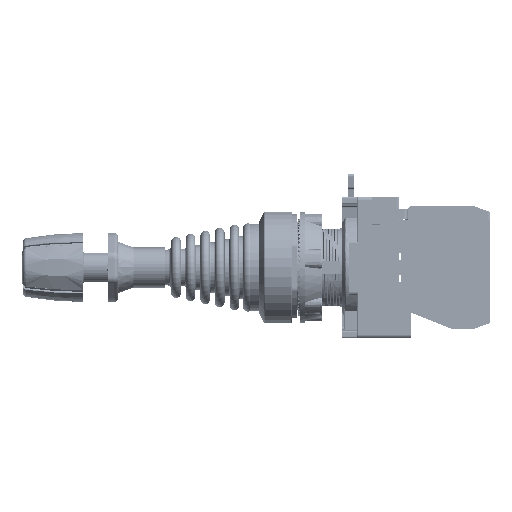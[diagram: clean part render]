
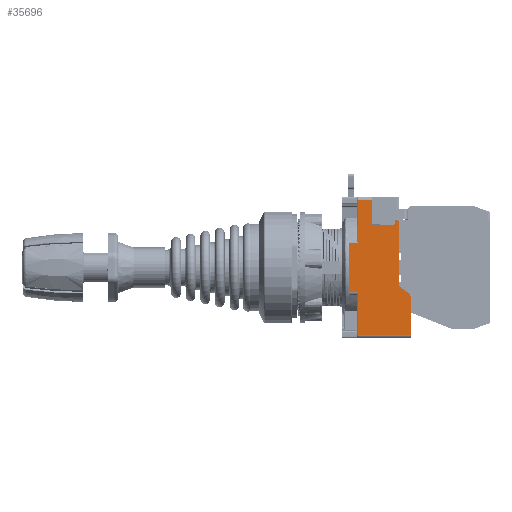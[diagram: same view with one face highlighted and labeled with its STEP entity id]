
A CAD part, left-side view. The second image highlights one B-rep face of the part: STEP entity #35696.
In plain terms, the highlighted planar face has unit normal (-1, 0, 0).
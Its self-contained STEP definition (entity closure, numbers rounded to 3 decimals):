
#5693=DIRECTION('',(0.,0.196,-0.981));
#5694=VECTOR('',#5693,1.366);
#5695=CARTESIAN_POINT('',(-20.,4.,12.5));
#5696=LINE('',#5695,#5694);
#5697=DIRECTION('',(0.,1.,0.));
#5698=VECTOR('',#5697,0.45);
#5699=CARTESIAN_POINT('',(-20.,3.55,12.5));
#5700=LINE('',#5699,#5698);
#5701=DIRECTION('',(0.,0.774,0.633));
#5702=VECTOR('',#5701,0.711);
#5703=CARTESIAN_POINT('',(-20.,3.,12.05));
#5704=LINE('',#5703,#5702);
#5705=DIRECTION('',(0.,0.,-1.));
#5706=VECTOR('',#5705,16.607);
#5707=CARTESIAN_POINT('',(-20.,3.,12.05));
#5708=LINE('',#5707,#5706);
#5709=DIRECTION('',(0.,-0.787,-0.617));
#5710=VECTOR('',#5709,2.837);
#5711=CARTESIAN_POINT('',(-20.,2.808,-4.95));
#5712=LINE('',#5711,#5710);
#5713=CARTESIAN_POINT('',(-20.,1.5,-7.88));
#5714=DIRECTION('',(-1.,0.,0.));
#5715=DIRECTION('',(0.,-1.,0.));
#5716=AXIS2_PLACEMENT_3D('',#5713,#5714,#5715);
#5718=DIRECTION('',(0.,0.,-1.));
#5719=VECTOR('',#5718,9.62);
#5720=CARTESIAN_POINT('',(-20.,0.,-7.88));
#5721=LINE('',#5720,#5719);
#5722=DIRECTION('',(0.,1.,0.));
#5723=VECTOR('',#5722,2.3);
#5724=CARTESIAN_POINT('',(-20.,13.7,-6.3));
#5725=LINE('',#5724,#5723);
#5726=DIRECTION('',(0.,0.,1.));
#5727=VECTOR('',#5726,12.6);
#5728=CARTESIAN_POINT('',(-20.,16.,-6.3));
#5729=LINE('',#5728,#5727);
#5730=DIRECTION('',(0.,-1.,0.));
#5731=VECTOR('',#5730,2.3);
#5732=CARTESIAN_POINT('',(-20.,16.,6.3));
#5733=LINE('',#5732,#5731);
#5734=DIRECTION('',(0.,1.,0.));
#5735=VECTOR('',#5734,3.7);
#5736=CARTESIAN_POINT('',(-20.,10.,17.5));
#5737=LINE('',#5736,#5735);
#5738=DIRECTION('',(0.,0.,-1.));
#5739=VECTOR('',#5738,6.5);
#5740=CARTESIAN_POINT('',(-20.,10.,17.5));
#5741=LINE('',#5740,#5739);
#5754=DIRECTION('',(0.,1.,0.));
#5755=VECTOR('',#5754,5.536);
#5756=CARTESIAN_POINT('',(-20.,4.464,11.));
#5757=LINE('',#5756,#5755);
#5786=CARTESIAN_POINT('',(-20.,4.464,11.2));
#5787=DIRECTION('',(1.,0.,0.));
#5788=DIRECTION('',(0.,-0.981,-0.196));
#5789=AXIS2_PLACEMENT_3D('',#5786,#5787,#5788);
#16360=DIRECTION('',(0.,0.,-1.));
#16361=VECTOR('',#16360,11.2);
#16362=CARTESIAN_POINT('',(-20.,13.7,17.5));
#16363=LINE('',#16362,#16361);
#16385=CARTESIAN_POINT('',(-20.,13.7,6.3));
#16457=CARTESIAN_POINT('',(-20.,13.7,-6.3));
#16475=DIRECTION('',(0.,0.,-1.));
#16476=VECTOR('',#16475,11.2);
#16477=CARTESIAN_POINT('',(-20.,13.7,-6.3));
#16478=LINE('',#16477,#16476);
#16484=DIRECTION('',(0.,-1.,0.));
#16485=VECTOR('',#16484,13.7);
#16486=CARTESIAN_POINT('',(-20.,13.7,-17.5));
#16487=LINE('',#16486,#16485);
#17499=CARTESIAN_POINT('',(-20.,2.5,-4.557));
#17500=DIRECTION('',(1.,0.,0.));
#17501=DIRECTION('',(0.,0.617,-0.787));
#17502=AXIS2_PLACEMENT_3D('',#17499,#17500,#17501);
#22154=CARTESIAN_POINT('',(-20.,10.,17.5));
#22156=VERTEX_POINT('',#22154);
#22159=CARTESIAN_POINT('',(-20.,10.,11.));
#22160=VERTEX_POINT('',#22159);
#22161=CARTESIAN_POINT('',(-20.,13.7,-17.5));
#22163=VERTEX_POINT('',#22161);
#22173=CARTESIAN_POINT('',(-20.,13.7,17.5));
#22175=VERTEX_POINT('',#22173);
#22813=VERTEX_POINT('',#16457);
#22817=VERTEX_POINT('',#16385);
#22852=CARTESIAN_POINT('',(-20.,16.,6.3));
#22853=VERTEX_POINT('',#22852);
#22856=CARTESIAN_POINT('',(-20.,16.,-6.3));
#22857=VERTEX_POINT('',#22856);
#23210=CARTESIAN_POINT('',(-20.,3.55,12.5));
#23211=CARTESIAN_POINT('',(-20.,4.,12.5));
#23212=VERTEX_POINT('',#23210);
#23213=VERTEX_POINT('',#23211);
#23406=CARTESIAN_POINT('',(-20.,3.,12.05));
#23407=VERTEX_POINT('',#23406);
#23478=CARTESIAN_POINT('',(-20.,0.,-7.88));
#23479=VERTEX_POINT('',#23478);
#23480=CARTESIAN_POINT('',(-20.,0.575,-6.7));
#23481=VERTEX_POINT('',#23480);
#23491=CARTESIAN_POINT('',(-20.,3.,-4.557));
#23493=VERTEX_POINT('',#23491);
#23495=CARTESIAN_POINT('',(-20.,2.808,-4.95));
#23497=VERTEX_POINT('',#23495);
#24039=CARTESIAN_POINT('',(-20.,0.,-17.5));
#24041=VERTEX_POINT('',#24039);
#25504=CARTESIAN_POINT('',(-20.,4.464,11.));
#25506=VERTEX_POINT('',#25504);
#25509=CARTESIAN_POINT('',(-20.,4.268,11.161));
#25510=VERTEX_POINT('',#25509);
#35658=CARTESIAN_POINT('',(-20.,0.,0.));
#35659=DIRECTION('',(-1.,0.,0.));
#35660=DIRECTION('',(0.,0.,1.));
#35661=AXIS2_PLACEMENT_3D('',#35658,#35659,#35660);
#35662=PLANE('',#35661);
#35664=ORIENTED_EDGE('',*,*,#35663,.F.);
#35666=ORIENTED_EDGE('',*,*,#35665,.F.);
#35667=ORIENTED_EDGE('',*,*,#35257,.F.);
#35668=ORIENTED_EDGE('',*,*,#35437,.F.);
#35669=ORIENTED_EDGE('',*,*,#35544,.F.);
#35670=ORIENTED_EDGE('',*,*,#29662,.T.);
#35672=ORIENTED_EDGE('',*,*,#35671,.F.);
#35674=ORIENTED_EDGE('',*,*,#35673,.T.);
#35676=ORIENTED_EDGE('',*,*,#35675,.F.);
#35678=ORIENTED_EDGE('',*,*,#35677,.T.);
#35680=ORIENTED_EDGE('',*,*,#35679,.F.);
#35682=ORIENTED_EDGE('',*,*,#35681,.F.);
#35684=ORIENTED_EDGE('',*,*,#35683,.T.);
#35686=ORIENTED_EDGE('',*,*,#35685,.T.);
#35688=ORIENTED_EDGE('',*,*,#35687,.T.);
#35690=ORIENTED_EDGE('',*,*,#35689,.F.);
#35692=ORIENTED_EDGE('',*,*,#35691,.F.);
#35693=ORIENTED_EDGE('',*,*,#32236,.T.);
#35694=EDGE_LOOP('',(#35664,#35666,#35667,#35668,#35669,#35670,#35672,#35674,
#35676,#35678,#35680,#35682,#35684,#35686,#35688,#35690,#35692,#35693));
#35695=FACE_OUTER_BOUND('',#35694,.F.);
#5717=CIRCLE('',#5716,1.5);
#5790=CIRCLE('',#5789,0.2);
#17503=CIRCLE('',#17502,0.5);
#29662=EDGE_CURVE('',#23407,#23493,#5708,.T.);
#32236=EDGE_CURVE('',#22156,#22160,#5741,.T.);
#35257=EDGE_CURVE('',#23213,#25510,#5696,.T.);
#35437=EDGE_CURVE('',#23212,#23213,#5700,.T.);
#35544=EDGE_CURVE('',#23407,#23212,#5704,.T.);
#35663=EDGE_CURVE('',#25506,#22160,#5757,.T.);
#35665=EDGE_CURVE('',#25510,#25506,#5790,.T.);
#35671=EDGE_CURVE('',#23497,#23493,#17503,.T.);
#35673=EDGE_CURVE('',#23497,#23481,#5712,.T.);
#35675=EDGE_CURVE('',#23479,#23481,#5717,.T.);
#35677=EDGE_CURVE('',#23479,#24041,#5721,.T.);
#35679=EDGE_CURVE('',#22163,#24041,#16487,.T.);
#35681=EDGE_CURVE('',#22813,#22163,#16478,.T.);
#35683=EDGE_CURVE('',#22813,#22857,#5725,.T.);
#35685=EDGE_CURVE('',#22857,#22853,#5729,.T.);
#35687=EDGE_CURVE('',#22853,#22817,#5733,.T.);
#35689=EDGE_CURVE('',#22175,#22817,#16363,.T.);
#35691=EDGE_CURVE('',#22156,#22175,#5737,.T.);
#35696=ADVANCED_FACE('',(#35695),#35662,.T.);
